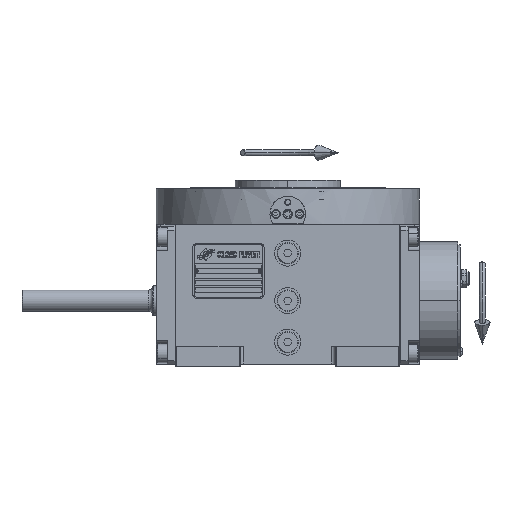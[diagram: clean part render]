
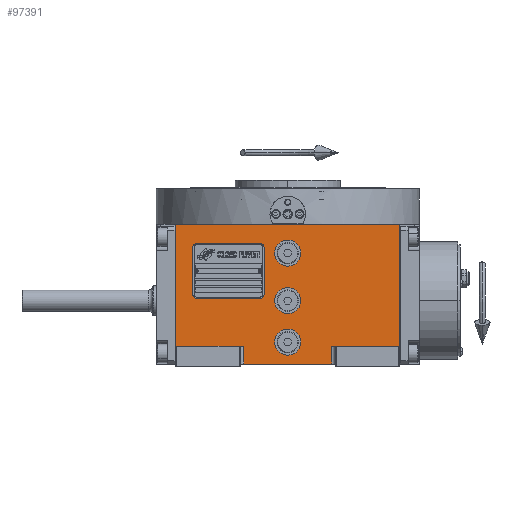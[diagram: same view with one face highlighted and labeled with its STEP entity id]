
A CAD part, top view. The second image highlights one B-rep face of the part: STEP entity #97391.
In plain terms, the highlighted planar face has unit normal (0, 0, 1).
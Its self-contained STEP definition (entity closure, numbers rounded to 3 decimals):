
#20 = VERTEX_POINT ( 'NONE', #26263 ) ;
#286 = VECTOR ( 'NONE', #54336, 1000. ) ;
#614 = VECTOR ( 'NONE', #76752, 1000. ) ;
#1456 = VECTOR ( 'NONE', #2542, 1000. ) ;
#2542 = DIRECTION ( 'NONE',  ( 1., 0., 0. ) ) ;
#2808 = VERTEX_POINT ( 'NONE', #24268 ) ;
#3437 = FACE_OUTER_BOUND ( 'NONE', #28749, .T. ) ;
#3511 = VERTEX_POINT ( 'NONE', #50974 ) ;
#3572 = EDGE_CURVE ( 'NONE', #58654, #28342, #41111, .T. ) ;
#3867 = DIRECTION ( 'NONE',  ( 1., 0., 0. ) ) ;
#4248 = CARTESIAN_POINT ( 'NONE',  ( 11., 0., 163.5 ) ) ;
#5120 = ORIENTED_EDGE ( 'NONE', *, *, #57634, .F. ) ;
#5233 = EDGE_LOOP ( 'NONE', ( #61877, #37553 ) ) ;
#5343 = AXIS2_PLACEMENT_3D ( 'NONE', #65321, #96312, #26790 ) ;
#5676 = DIRECTION ( 'NONE',  ( 1., 0., 0. ) ) ;
#7761 = DIRECTION ( 'NONE',  ( 0., 1., 0. ) ) ;
#8405 = LINE ( 'NONE', #38346, #69618 ) ;
#8978 = CIRCLE ( 'NONE', #65655, 11. ) ;
#10082 = DIRECTION ( 'NONE',  ( -1., 0., 0. ) ) ;
#10106 = DIRECTION ( 'NONE',  ( -1., 0., 0. ) ) ;
#11002 = EDGE_CURVE ( 'NONE', #54832, #28342, #24000, .T. ) ;
#12662 = CARTESIAN_POINT ( 'NONE',  ( 0., 40., 163.5 ) ) ;
#15297 = EDGE_CURVE ( 'NONE', #17727, #88550, #75838, .T. ) ;
#15459 = DIRECTION ( 'NONE',  ( 0., -1., 0. ) ) ;
#17310 = ORIENTED_EDGE ( 'NONE', *, *, #11002, .T. ) ;
#17727 = VERTEX_POINT ( 'NONE', #87393 ) ;
#22043 = CARTESIAN_POINT ( 'NONE',  ( -37., -53.5, 163.5 ) ) ;
#22133 = DIRECTION ( 'NONE',  ( 1., 0., 0. ) ) ;
#22930 = EDGE_CURVE ( 'NONE', #62798, #72439, #59556, .T. ) ;
#23061 = LINE ( 'NONE', #63102, #98894 ) ;
#23404 = CARTESIAN_POINT ( 'NONE',  ( -94.5, -38.5, 163.5 ) ) ;
#23913 = LINE ( 'NONE', #23404, #286 ) ;
#24000 = LINE ( 'NONE', #93017, #62339 ) ;
#24268 = CARTESIAN_POINT ( 'NONE',  ( 37., -38.5, 163.5 ) ) ;
#26263 = CARTESIAN_POINT ( 'NONE',  ( 11., -35., 163.5 ) ) ;
#26563 = AXIS2_PLACEMENT_3D ( 'NONE', #27028, #81303, #5676 ) ;
#26790 = DIRECTION ( 'NONE',  ( 1., 0., 0. ) ) ;
#27028 = CARTESIAN_POINT ( 'NONE',  ( 0., 40., 163.5 ) ) ;
#28342 = VERTEX_POINT ( 'NONE', #64918 ) ;
#28589 = AXIS2_PLACEMENT_3D ( 'NONE', #75863, #99215, #29678 ) ;
#28749 = EDGE_LOOP ( 'NONE', ( #93872, #84690, #75748, #17310, #100316, #33632, #80520, #78952 ) ) ;
#29509 = CARTESIAN_POINT ( 'NONE',  ( -94.5, 64.5, 163.5 ) ) ;
#29678 = DIRECTION ( 'NONE',  ( 1., 0., 0. ) ) ;
#29874 = DIRECTION ( 'NONE',  ( 0., 0., 1. ) ) ;
#30387 = AXIS2_PLACEMENT_3D ( 'NONE', #96752, #89105, #3867 ) ;
#33070 = EDGE_CURVE ( 'NONE', #20, #76772, #48061, .T. ) ;
#33632 = ORIENTED_EDGE ( 'NONE', *, *, #56917, .F. ) ;
#34401 = PLANE ( 'NONE',  #5343 ) ;
#36046 = CARTESIAN_POINT ( 'NONE',  ( -94.5, -38.5, 163.5 ) ) ;
#37553 = ORIENTED_EDGE ( 'NONE', *, *, #68755, .F. ) ;
#37776 = EDGE_CURVE ( 'NONE', #17727, #70067, #8405, .T. ) ;
#38346 = CARTESIAN_POINT ( 'NONE',  ( -37., -53.5, 163.5 ) ) ;
#38766 = AXIS2_PLACEMENT_3D ( 'NONE', #87694, #70476, #10082 ) ;
#39113 = ORIENTED_EDGE ( 'NONE', *, *, #22930, .F. ) ;
#40429 = CARTESIAN_POINT ( 'NONE',  ( -11., -35., 163.5 ) ) ;
#41111 = LINE ( 'NONE', #72045, #1456 ) ;
#43131 = CARTESIAN_POINT ( 'NONE',  ( 94.5, -38.5, 163.5 ) ) ;
#48061 = CIRCLE ( 'NONE', #28589, 11. ) ;
#49113 = FACE_BOUND ( 'NONE', #65422, .T. ) ;
#50974 = CARTESIAN_POINT ( 'NONE',  ( -94.5, -38.5, 163.5 ) ) ;
#51215 = DIRECTION ( 'NONE',  ( -1., 0., 0. ) ) ;
#51410 = VERTEX_POINT ( 'NONE', #94180 ) ;
#53328 = EDGE_CURVE ( 'NONE', #3511, #88550, #23913, .T. ) ;
#53765 = AXIS2_PLACEMENT_3D ( 'NONE', #12662, #29874, #51215 ) ;
#54336 = DIRECTION ( 'NONE',  ( 1., 0., 0. ) ) ;
#54832 = VERTEX_POINT ( 'NONE', #43131 ) ;
#54915 = CIRCLE ( 'NONE', #38766, 11. ) ;
#54992 = VECTOR ( 'NONE', #76827, 1000. ) ;
#55997 = CARTESIAN_POINT ( 'NONE',  ( 37., -53.5, 163.5 ) ) ;
#56710 = FACE_BOUND ( 'NONE', #96109, .T. ) ;
#56917 = EDGE_CURVE ( 'NONE', #3511, #58654, #78491, .T. ) ;
#57634 = EDGE_CURVE ( 'NONE', #51410, #95058, #73199, .T. ) ;
#58654 = VERTEX_POINT ( 'NONE', #29509 ) ;
#59556 = CIRCLE ( 'NONE', #30387, 11. ) ;
#59713 = ORIENTED_EDGE ( 'NONE', *, *, #60238, .F. ) ;
#60238 = EDGE_CURVE ( 'NONE', #95058, #51410, #81434, .T. ) ;
#61594 = EDGE_CURVE ( 'NONE', #2808, #54832, #83363, .T. ) ;
#61761 = CARTESIAN_POINT ( 'NONE',  ( -11., 0., 163.5 ) ) ;
#61877 = ORIENTED_EDGE ( 'NONE', *, *, #33070, .F. ) ;
#62339 = VECTOR ( 'NONE', #7761, 1000. ) ;
#62798 = VERTEX_POINT ( 'NONE', #4248 ) ;
#63102 = CARTESIAN_POINT ( 'NONE',  ( 37., -38.5, 163.5 ) ) ;
#64918 = CARTESIAN_POINT ( 'NONE',  ( 94.5, 64.5, 163.5 ) ) ;
#65321 = CARTESIAN_POINT ( 'NONE',  ( -94.5, -53.5, 163.5 ) ) ;
#65422 = EDGE_LOOP ( 'NONE', ( #59713, #5120 ) ) ;
#65655 = AXIS2_PLACEMENT_3D ( 'NONE', #87215, #79620, #10106 ) ;
#68113 = CARTESIAN_POINT ( 'NONE',  ( 37., -38.5, 163.5 ) ) ;
#68755 = EDGE_CURVE ( 'NONE', #76772, #20, #54915, .T. ) ;
#68861 = CARTESIAN_POINT ( 'NONE',  ( 11., 40., 163.5 ) ) ;
#69618 = VECTOR ( 'NONE', #22133, 1000. ) ;
#70067 = VERTEX_POINT ( 'NONE', #55997 ) ;
#70476 = DIRECTION ( 'NONE',  ( 0., 0., 1. ) ) ;
#72045 = CARTESIAN_POINT ( 'NONE',  ( -94.5, 64.5, 163.5 ) ) ;
#72360 = EDGE_CURVE ( 'NONE', #72439, #62798, #8978, .T. ) ;
#72439 = VERTEX_POINT ( 'NONE', #61761 ) ;
#73199 = CIRCLE ( 'NONE', #53765, 11. ) ;
#75748 = ORIENTED_EDGE ( 'NONE', *, *, #61594, .T. ) ;
#75838 = LINE ( 'NONE', #22043, #54992 ) ;
#75863 = CARTESIAN_POINT ( 'NONE',  ( 0., -35., 163.5 ) ) ;
#76752 = DIRECTION ( 'NONE',  ( 1., 0., 0. ) ) ;
#76772 = VERTEX_POINT ( 'NONE', #40429 ) ;
#76827 = DIRECTION ( 'NONE',  ( 0., 1., 0. ) ) ;
#78491 = LINE ( 'NONE', #36046, #88059 ) ;
#78952 = ORIENTED_EDGE ( 'NONE', *, *, #15297, .F. ) ;
#79620 = DIRECTION ( 'NONE',  ( 0., 0., 1. ) ) ;
#80520 = ORIENTED_EDGE ( 'NONE', *, *, #53328, .T. ) ;
#80564 = FACE_BOUND ( 'NONE', #5233, .T. ) ;
#81303 = DIRECTION ( 'NONE',  ( 0., 0., 1. ) ) ;
#81434 = CIRCLE ( 'NONE', #26563, 11. ) ;
#83363 = LINE ( 'NONE', #68113, #614 ) ;
#84690 = ORIENTED_EDGE ( 'NONE', *, *, #86087, .F. ) ;
#86087 = EDGE_CURVE ( 'NONE', #2808, #70067, #23061, .T. ) ;
#87215 = CARTESIAN_POINT ( 'NONE',  ( 0., 0., 163.5 ) ) ;
#87393 = CARTESIAN_POINT ( 'NONE',  ( -37., -53.5, 163.5 ) ) ;
#87605 = CARTESIAN_POINT ( 'NONE',  ( -37., -38.5, 163.5 ) ) ;
#87694 = CARTESIAN_POINT ( 'NONE',  ( 0., -35., 163.5 ) ) ;
#88059 = VECTOR ( 'NONE', #97983, 1000. ) ;
#88550 = VERTEX_POINT ( 'NONE', #87605 ) ;
#89105 = DIRECTION ( 'NONE',  ( 0., 0., 1. ) ) ;
#93017 = CARTESIAN_POINT ( 'NONE',  ( 94.5, -38.5, 163.5 ) ) ;
#93872 = ORIENTED_EDGE ( 'NONE', *, *, #37776, .T. ) ;
#94062 = ORIENTED_EDGE ( 'NONE', *, *, #72360, .F. ) ;
#94180 = CARTESIAN_POINT ( 'NONE',  ( -11., 40., 163.5 ) ) ;
#95058 = VERTEX_POINT ( 'NONE', #68861 ) ;
#96109 = EDGE_LOOP ( 'NONE', ( #39113, #94062 ) ) ;
#96312 = DIRECTION ( 'NONE',  ( 0., 0., 1. ) ) ;
#96752 = CARTESIAN_POINT ( 'NONE',  ( 0., 0., 163.5 ) ) ;
#97391 = ADVANCED_FACE ( 'NONE', ( #56710, #80564, #49113, #3437 ), #34401, .T. ) ;
#97983 = DIRECTION ( 'NONE',  ( 0., 1., 0. ) ) ;
#98894 = VECTOR ( 'NONE', #15459, 1000. ) ;
#99215 = DIRECTION ( 'NONE',  ( 0., 0., 1. ) ) ;
#100316 = ORIENTED_EDGE ( 'NONE', *, *, #3572, .F. ) ;
